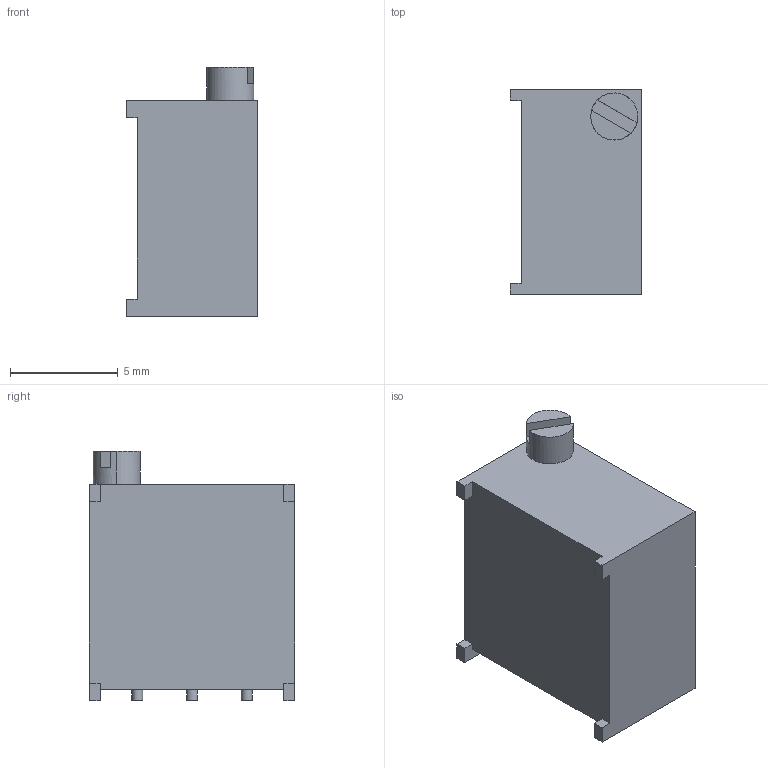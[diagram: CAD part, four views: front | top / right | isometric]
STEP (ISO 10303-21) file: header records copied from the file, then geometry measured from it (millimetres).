
FILE_DESCRIPTION(('FreeCAD Model'),'2;1');
FILE_NAME('TRIMPOT_10TURNS.step', '2020-03-28T23:40:23',('Author'),(''), 'Open CASCADE STEP processor 7.3','FreeCAD','Unknown');
FILE_SCHEMA(('AUTOMOTIVE_DESIGN { 1 0 10303 214 1 1 1 1 }'));
Length unit declared in the file: millimetre
Products named in the file (1): Cut
Bounding box: 6.1 x 9.53 x 11.56 mm (x, y, z)
Volume: 514.7 mm3; surface area: 436.9 mm2
Topology: 1 solids, 1 shells, 472 faces, 1290 edges, 860 vertices
Faces by surface type: plane 300, bspline 140, cylinder 32
Entity records: 46333 total; most frequent: CARTESIAN_POINT 18955, DIRECTION 3734, LINE 2894, VECTOR 2894, ORIENTED_EDGE 2580, PCURVE 2580, DEFINITIONAL_REPRESENTATION 2580, EDGE_CURVE 1290
